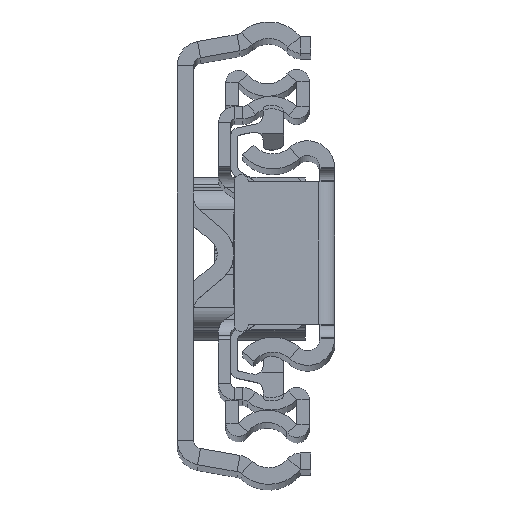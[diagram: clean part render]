
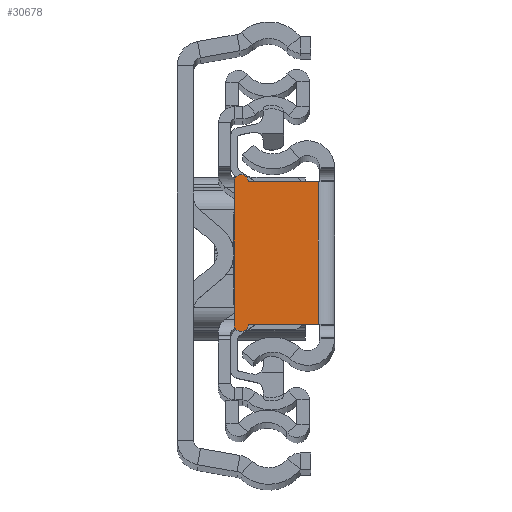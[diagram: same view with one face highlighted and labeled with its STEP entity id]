
A CAD part, top view. The second image highlights one B-rep face of the part: STEP entity #30678.
In plain terms, the highlighted planar face has unit normal (0, 0, 1).
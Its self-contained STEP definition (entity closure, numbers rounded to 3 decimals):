
#317 = EDGE_CURVE ( 'NONE', #32361, #19976, #18647, .T. ) ;
#3155 = VERTEX_POINT ( 'NONE', #16176 ) ;
#3508 = VECTOR ( 'NONE', #30454, 1000. ) ;
#3571 = VECTOR ( 'NONE', #22704, 1000. ) ;
#4069 = EDGE_CURVE ( 'NONE', #3155, #17695, #39726, .T. ) ;
#4436 = DIRECTION ( 'NONE',  ( 1., 0., 0. ) ) ;
#4717 = LINE ( 'NONE', #27630, #20761 ) ;
#4816 = CARTESIAN_POINT ( 'NONE',  ( -2., 0., 0. ) ) ;
#5039 = CARTESIAN_POINT ( 'NONE',  ( -10.5, -8.65, 0. ) ) ;
#5414 = CARTESIAN_POINT ( 'NONE',  ( -11.35, -8.65, 0. ) ) ;
#6262 = VERTEX_POINT ( 'NONE', #14723 ) ;
#7465 = ORIENTED_EDGE ( 'NONE', *, *, #4069, .T. ) ;
#8166 = EDGE_CURVE ( 'NONE', #32361, #6262, #16324, .T. ) ;
#8213 = DIRECTION ( 'NONE',  ( 0., 0., 1. ) ) ;
#8295 = EDGE_CURVE ( 'NONE', #3155, #19976, #10997, .T. ) ;
#8319 = DIRECTION ( 'NONE',  ( 1., 0., 0. ) ) ;
#8329 = EDGE_CURVE ( 'NONE', #8499, #6262, #17132, .T. ) ;
#8499 = VERTEX_POINT ( 'NONE', #25442 ) ;
#9613 = ORIENTED_EDGE ( 'NONE', *, *, #11707, .F. ) ;
#9833 = DIRECTION ( 'NONE',  ( -1., 0., 0. ) ) ;
#10170 = CARTESIAN_POINT ( 'NONE',  ( -12.2, 8.65, 0. ) ) ;
#10450 = EDGE_LOOP ( 'NONE', ( #31275, #15870, #27392, #7465, #9613, #11013 ) ) ;
#10936 = VECTOR ( 'NONE', #14619, 1000. ) ;
#10997 = LINE ( 'NONE', #17596, #10936 ) ;
#11013 = ORIENTED_EDGE ( 'NONE', *, *, #8329, .T. ) ;
#11707 = EDGE_CURVE ( 'NONE', #8499, #17695, #4717, .T. ) ;
#14584 = AXIS2_PLACEMENT_3D ( 'NONE', #5414, #31452, #9833 ) ;
#14619 = DIRECTION ( 'NONE',  ( -1., 0., 0. ) ) ;
#14723 = CARTESIAN_POINT ( 'NONE',  ( -12.2, 8.65, 0. ) ) ;
#15017 = AXIS2_PLACEMENT_3D ( 'NONE', #39969, #30918, #4436 ) ;
#15870 = ORIENTED_EDGE ( 'NONE', *, *, #317, .T. ) ;
#15992 = DIRECTION ( 'NONE',  ( 1., 0., 0. ) ) ;
#16176 = CARTESIAN_POINT ( 'NONE',  ( -2., -8.65, 0. ) ) ;
#16324 = LINE ( 'NONE', #10170, #3571 ) ;
#17132 = CIRCLE ( 'NONE', #15017, 0.85 ) ;
#17596 = CARTESIAN_POINT ( 'NONE',  ( -12.2, -8.65, 0. ) ) ;
#17695 = VERTEX_POINT ( 'NONE', #34354 ) ;
#18647 = CIRCLE ( 'NONE', #14584, 0.85 ) ;
#19976 = VERTEX_POINT ( 'NONE', #5039 ) ;
#20761 = VECTOR ( 'NONE', #8319, 1000. ) ;
#22704 = DIRECTION ( 'NONE',  ( 0., 1., 0. ) ) ;
#25442 = CARTESIAN_POINT ( 'NONE',  ( -10.5, 8.65, 0. ) ) ;
#27392 = ORIENTED_EDGE ( 'NONE', *, *, #8295, .F. ) ;
#27531 = FACE_OUTER_BOUND ( 'NONE', #10450, .T. ) ;
#27630 = CARTESIAN_POINT ( 'NONE',  ( -1.8, 8.65, 0. ) ) ;
#27732 = CARTESIAN_POINT ( 'NONE',  ( 0., 0., 0. ) ) ;
#30454 = DIRECTION ( 'NONE',  ( 0., 1., 0. ) ) ;
#30533 = AXIS2_PLACEMENT_3D ( 'NONE', #27732, #8213, #15992 ) ;
#30678 = ADVANCED_FACE ( 'NONE', ( #27531 ), #41766, .T. ) ;
#30918 = DIRECTION ( 'NONE',  ( 0., 0., 1. ) ) ;
#31275 = ORIENTED_EDGE ( 'NONE', *, *, #8166, .F. ) ;
#31452 = DIRECTION ( 'NONE',  ( 0., 0., 1. ) ) ;
#32361 = VERTEX_POINT ( 'NONE', #39118 ) ;
#34354 = CARTESIAN_POINT ( 'NONE',  ( -2., 8.65, 0. ) ) ;
#39118 = CARTESIAN_POINT ( 'NONE',  ( -12.2, -8.65, 0. ) ) ;
#39726 = LINE ( 'NONE', #4816, #3508 ) ;
#39969 = CARTESIAN_POINT ( 'NONE',  ( -11.35, 8.65, 0. ) ) ;
#41766 = PLANE ( 'NONE',  #30533 ) ;
